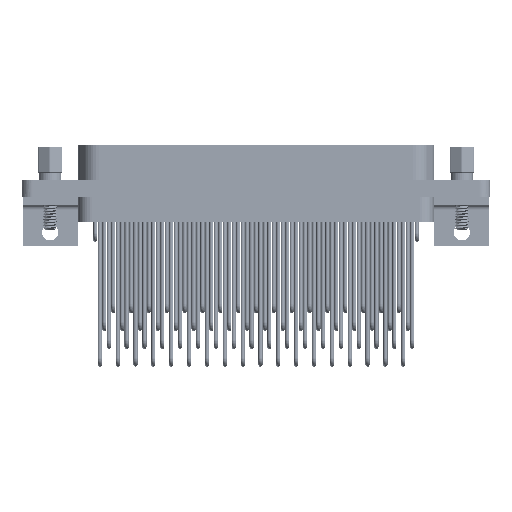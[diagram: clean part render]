
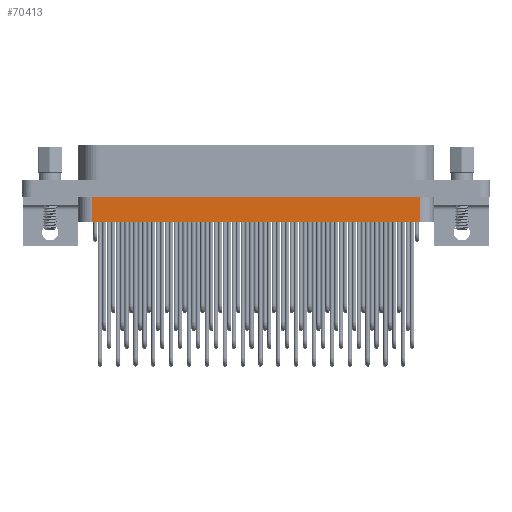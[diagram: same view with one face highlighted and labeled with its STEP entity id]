
A CAD part, front view. The second image highlights one B-rep face of the part: STEP entity #70413.
In plain terms, the highlighted planar face has unit normal (0, -1, 0).
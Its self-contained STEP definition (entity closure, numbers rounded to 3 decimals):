
#3166 = DIRECTION ( 'NONE',  ( 0., 0., 1. ) ) ;
#6051 = DIRECTION ( 'NONE',  ( -1., 0., 0. ) ) ;
#7231 = EDGE_CURVE ( 'NONE', #49199, #94826, #30332, .T. ) ;
#9317 = ORIENTED_EDGE ( 'NONE', *, *, #7231, .F. ) ;
#11668 = DIRECTION ( 'NONE',  ( 0., 0., 1. ) ) ;
#12212 = LINE ( 'NONE', #86238, #101788 ) ;
#13474 = CARTESIAN_POINT ( 'NONE',  ( 23.3, -4.55, -2.4 ) ) ;
#15264 = LINE ( 'NONE', #56610, #102051 ) ;
#19281 = CARTESIAN_POINT ( 'NONE',  ( 23.3, -4.55, -6. ) ) ;
#22227 = DIRECTION ( 'NONE',  ( 0., 0., 1. ) ) ;
#30332 = LINE ( 'NONE', #95121, #54786 ) ;
#31760 = VERTEX_POINT ( 'NONE', #71992 ) ;
#31977 = FACE_OUTER_BOUND ( 'NONE', #67101, .T. ) ;
#34847 = CARTESIAN_POINT ( 'NONE',  ( -23.3, -4.55, -6. ) ) ;
#49199 = VERTEX_POINT ( 'NONE', #34847 ) ;
#49938 = AXIS2_PLACEMENT_3D ( 'NONE', #64117, #98389, #22227 ) ;
#54786 = VECTOR ( 'NONE', #3166, 1000. ) ;
#56610 = CARTESIAN_POINT ( 'NONE',  ( 23.3, -4.55, -2.4 ) ) ;
#60633 = LINE ( 'NONE', #19281, #72956 ) ;
#64117 = CARTESIAN_POINT ( 'NONE',  ( 23.3, -4.55, -6. ) ) ;
#65175 = PLANE ( 'NONE',  #49938 ) ;
#67101 = EDGE_LOOP ( 'NONE', ( #101605, #9317, #107312, #101721 ) ) ;
#68026 = VERTEX_POINT ( 'NONE', #13474 ) ;
#70413 = ADVANCED_FACE ( 'NONE', ( #31977 ), #65175, .F. ) ;
#71992 = CARTESIAN_POINT ( 'NONE',  ( 23.3, -4.55, -6. ) ) ;
#72956 = VECTOR ( 'NONE', #77501, 1000. ) ;
#77501 = DIRECTION ( 'NONE',  ( -1., 0., 0. ) ) ;
#78576 = EDGE_CURVE ( 'NONE', #68026, #94826, #15264, .T. ) ;
#80914 = CARTESIAN_POINT ( 'NONE',  ( -23.3, -4.55, -2.4 ) ) ;
#86238 = CARTESIAN_POINT ( 'NONE',  ( 23.3, -4.55, -6. ) ) ;
#94826 = VERTEX_POINT ( 'NONE', #80914 ) ;
#95121 = CARTESIAN_POINT ( 'NONE',  ( -23.3, -4.55, -6. ) ) ;
#97316 = EDGE_CURVE ( 'NONE', #31760, #68026, #12212, .T. ) ;
#98389 = DIRECTION ( 'NONE',  ( 0., 1., 0. ) ) ;
#101175 = EDGE_CURVE ( 'NONE', #31760, #49199, #60633, .T. ) ;
#101605 = ORIENTED_EDGE ( 'NONE', *, *, #78576, .T. ) ;
#101721 = ORIENTED_EDGE ( 'NONE', *, *, #97316, .T. ) ;
#101788 = VECTOR ( 'NONE', #11668, 1000. ) ;
#102051 = VECTOR ( 'NONE', #6051, 1000. ) ;
#107312 = ORIENTED_EDGE ( 'NONE', *, *, #101175, .F. ) ;
